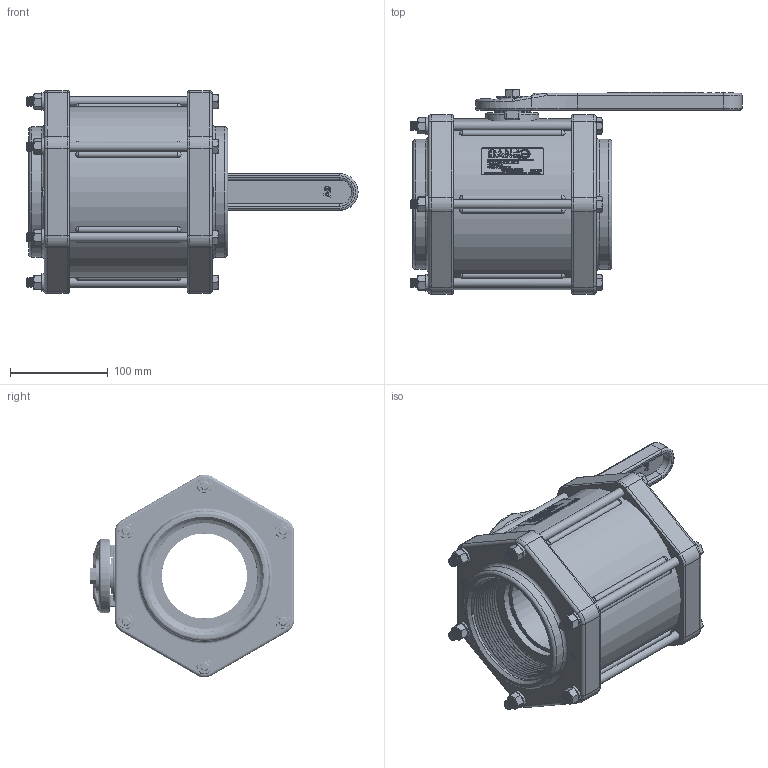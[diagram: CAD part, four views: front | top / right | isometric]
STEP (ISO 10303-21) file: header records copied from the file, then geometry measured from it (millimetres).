
FILE_DESCRIPTION(/* description */ ('4" FPT X 3 1/2" PORT POLY VALVE'),/* implementation_level */ '2;1');
FILE_NAME(/* name */ 'V400.stp',/* time_stamp */ '2023-05-31T13:59:16-04:00',/* author */ ('ETQ'),/* organization */ (''),/* preprocessor_version */ 'ST-DEVELOPER v18.1',/* originating_system */ 'Autodesk Inventor 2022',/* authorisation */ '');
FILE_SCHEMA (('AUTOMOTIVE_DESIGN { 1 0 10303 214 3 1 1 }'));
Length unit declared in the file: inch
Products named in the file (23): V400; V25020; V25060; V25121; V25153; V25160; V25163; V30151; V30151X; V40017; V20018; V20019; V40255; V40255M; VY40255; VX40255; V40254; V40254_1; VL750; V40264; VX40264; V40258B; V40265
Assembly tree (39 placements, depth 5):
  V400
    V20018  x6
    V20019  x6
    V25020
    V25060
    V25121
    V25153
    V25160
    V25163
    V30151
      V30151X
    V40017  x6
    V40255
      V40255M
        VY40255
          VX40255
    V40254
      V40254_1
      VL750
    V40264  x2
      VX40264
      V40258B
    V40265  x2
Bounding box: 339.26 x 208.79 x 207.34 mm (x, y, z)
Volume: 2878484.5 mm3; surface area: 590224 mm2
Topology: 35 solids, 35 shells, 4458 faces, 12120 edges, 8091 vertices
Faces by surface type: plane 2512, bspline 912, cylinder 665, cone 260, torus 68, sphere 41
Full cylindrical faces by diameter (mm): 2.261 x1, 3.277 x1, 7.463 x114, 7.798 x1, 9.525 x116, 10.312 x1, 10.414 x12, 11.557 x2, 12.7 x2, 14.275 x1, 25.4 x2, 25.527 x1, 25.806 x1, 31.521 x1, 31.623 x1, 31.75 x3, 35.306 x1, 36.525 x1, 36.576 x1, 38.354 x1, 54.356 x1, 87.122 x1, 90.335 x2, 94.234 x2, 94.818 x2, 106.934 x2, 107.366 x2, 132.969 x2, 149.225 x1, 154.61 x2
Entity records: 123773 total; most frequent: CARTESIAN_POINT 35866, ORIENTED_EDGE 19316, DIRECTION 14049, EDGE_CURVE 9658, LINE 6851, VECTOR 6851, VERTEX_POINT 6429, EDGE_LOOP 4031
